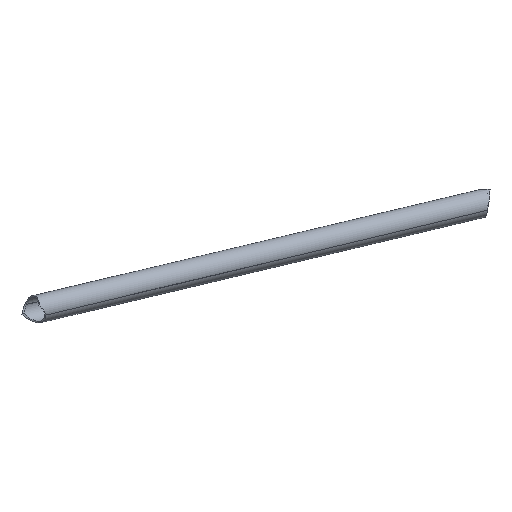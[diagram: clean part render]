
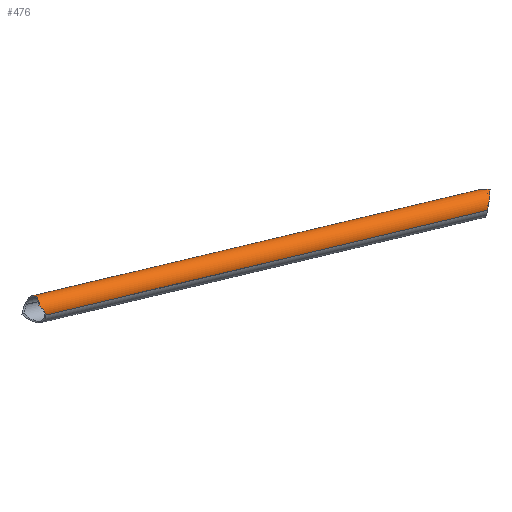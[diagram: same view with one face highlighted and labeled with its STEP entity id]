
A CAD part, isometric view. The second image highlights one B-rep face of the part: STEP entity #476.
In plain terms, the highlighted cylindrical face has radius 14 mm (diameter 28 mm), a partial arc.
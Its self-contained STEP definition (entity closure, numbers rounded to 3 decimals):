
#64=CARTESIAN_POINT('Vertex',(-574.425,-158.859,489.14)) ;
#68=CARTESIAN_POINT('Control Point',(-574.425,-158.859,489.14)) ;
#69=CARTESIAN_POINT('Control Point',(-574.288,-158.31,488.617)) ;
#70=CARTESIAN_POINT('Control Point',(-574.202,-157.786,488.054)) ;
#71=CARTESIAN_POINT('Control Point',(-574.174,-157.299,487.457)) ;
#72=CARTESIAN_POINT('Vertex',(-574.174,-157.299,487.457)) ;
#102=CARTESIAN_POINT('Vertex',(-580.628,-176.957,490.724)) ;
#138=CARTESIAN_POINT('Vertex',(-575.757,-181.915,478.318)) ;
#142=CARTESIAN_POINT('Control Point',(-575.757,-181.915,478.318)) ;
#143=CARTESIAN_POINT('Control Point',(-575.988,-181.911,480.027)) ;
#144=CARTESIAN_POINT('Control Point',(-576.395,-181.679,481.712)) ;
#145=CARTESIAN_POINT('Control Point',(-576.93,-181.263,483.316)) ;
#146=CARTESIAN_POINT('Control Point',(-577.984,-180.318,485.877)) ;
#147=CARTESIAN_POINT('Control Point',(-579.184,-178.987,488.18)) ;
#148=CARTESIAN_POINT('Control Point',(-579.682,-178.382,489.074)) ;
#149=CARTESIAN_POINT('Control Point',(-580.183,-177.714,489.926)) ;
#150=CARTESIAN_POINT('Control Point',(-580.628,-176.957,490.724)) ;
#228=CARTESIAN_POINT('Control Point',(-577.109,-153.883,478.852)) ;
#229=CARTESIAN_POINT('Control Point',(-575.966,-153.906,480.507)) ;
#230=CARTESIAN_POINT('Control Point',(-575.011,-154.244,482.286)) ;
#231=CARTESIAN_POINT('Control Point',(-574.354,-154.968,484.151)) ;
#232=CARTESIAN_POINT('Control Point',(-574.101,-156.029,485.899)) ;
#233=CARTESIAN_POINT('Control Point',(-574.174,-157.299,487.457)) ;
#234=CARTESIAN_POINT('Vertex',(-577.109,-153.883,478.852)) ;
#337=CARTESIAN_POINT('Control Point',(-574.425,-158.859,489.14)) ;
#338=CARTESIAN_POINT('Control Point',(-573.834,-160.165,490.113)) ;
#339=CARTESIAN_POINT('Control Point',(-573.471,-161.663,490.97)) ;
#340=CARTESIAN_POINT('Control Point',(-573.398,-163.308,491.653)) ;
#341=CARTESIAN_POINT('Control Point',(-573.612,-164.989,492.125)) ;
#342=CARTESIAN_POINT('Control Point',(-574.056,-166.641,492.402)) ;
#343=CARTESIAN_POINT('Vertex',(-574.056,-166.641,492.402)) ;
#377=CARTESIAN_POINT('Control Point',(-580.628,-176.957,490.724)) ;
#378=CARTESIAN_POINT('Control Point',(-578.968,-175.341,491.744)) ;
#379=CARTESIAN_POINT('Control Point',(-577.305,-173.497,492.388)) ;
#380=CARTESIAN_POINT('Control Point',(-575.854,-171.404,492.792)) ;
#381=CARTESIAN_POINT('Control Point',(-574.704,-169.054,492.806)) ;
#382=CARTESIAN_POINT('Control Point',(-574.056,-166.641,492.402)) ;
#391=CARTESIAN_POINT('Axis2P3D Location',(-269.895,-173.959,392.664)) ;
#396=CARTESIAN_POINT('Line Origine',(-269.618,-159.962,392.664)) ;
#400=CARTESIAN_POINT('Vertex',(36.539,-166.015,306.849)) ;
#403=CARTESIAN_POINT('Line Origine',(-270.172,-187.957,392.664)) ;
#407=CARTESIAN_POINT('Vertex',(36.499,-194.019,306.705)) ;
#411=CARTESIAN_POINT('Control Point',(36.539,-166.015,306.849)) ;
#412=CARTESIAN_POINT('Control Point',(36.804,-166.02,307.772)) ;
#413=CARTESIAN_POINT('Control Point',(37.147,-166.109,308.673)) ;
#414=CARTESIAN_POINT('Control Point',(37.563,-166.282,309.53)) ;
#415=CARTESIAN_POINT('Control Point',(38.778,-166.912,311.577)) ;
#416=CARTESIAN_POINT('Control Point',(40.304,-167.954,313.233)) ;
#417=CARTESIAN_POINT('Control Point',(41.305,-168.704,314.081)) ;
#418=CARTESIAN_POINT('Control Point',(43.325,-170.311,315.445)) ;
#419=CARTESIAN_POINT('Control Point',(45.43,-172.142,316.301)) ;
#420=CARTESIAN_POINT('Control Point',(46.462,-173.071,316.607)) ;
#421=CARTESIAN_POINT('Control Point',(48.114,-174.603,316.936)) ;
#422=CARTESIAN_POINT('Control Point',(49.746,-176.183,317.018)) ;
#423=CARTESIAN_POINT('Control Point',(50.355,-176.783,317.015)) ;
#424=CARTESIAN_POINT('Control Point',(51.121,-177.548,316.971)) ;
#425=CARTESIAN_POINT('Control Point',(51.875,-178.318,316.875)) ;
#426=CARTESIAN_POINT('Control Point',(52.033,-178.48,316.853)) ;
#427=CARTESIAN_POINT('Control Point',(52.296,-178.751,316.812)) ;
#428=CARTESIAN_POINT('Control Point',(52.557,-179.023,316.765)) ;
#429=CARTESIAN_POINT('Control Point',(52.661,-179.132,316.745)) ;
#430=CARTESIAN_POINT('Control Point',(52.834,-179.314,316.711)) ;
#431=CARTESIAN_POINT('Control Point',(53.004,-179.497,316.674)) ;
#432=CARTESIAN_POINT('Control Point',(53.073,-179.571,316.659)) ;
#433=CARTESIAN_POINT('Control Point',(53.186,-179.695,316.633)) ;
#434=CARTESIAN_POINT('Control Point',(53.297,-179.821,316.606)) ;
#435=CARTESIAN_POINT('Control Point',(53.342,-179.872,316.595)) ;
#436=CARTESIAN_POINT('Control Point',(53.415,-179.959,316.577)) ;
#437=CARTESIAN_POINT('Control Point',(53.484,-180.05,316.56)) ;
#438=CARTESIAN_POINT('Control Point',(53.51,-180.089,316.553)) ;
#439=CARTESIAN_POINT('Control Point',(53.553,-180.157,316.542)) ;
#440=CARTESIAN_POINT('Control Point',(53.578,-180.233,316.535)) ;
#441=CARTESIAN_POINT('Control Point',(53.584,-180.268,316.533)) ;
#442=CARTESIAN_POINT('Control Point',(53.576,-180.365,316.536)) ;
#443=CARTESIAN_POINT('Control Point',(53.525,-180.45,316.549)) ;
#444=CARTESIAN_POINT('Control Point',(53.488,-180.5,316.559)) ;
#445=CARTESIAN_POINT('Control Point',(53.391,-180.625,316.583)) ;
#446=CARTESIAN_POINT('Control Point',(53.285,-180.742,316.609)) ;
#447=CARTESIAN_POINT('Control Point',(53.219,-180.813,316.625)) ;
#448=CARTESIAN_POINT('Control Point',(52.941,-181.109,316.69)) ;
#449=CARTESIAN_POINT('Control Point',(52.655,-181.398,316.749)) ;
#450=CARTESIAN_POINT('Control Point',(52.436,-181.619,316.789)) ;
#451=CARTESIAN_POINT('Control Point',(51.676,-182.376,316.914)) ;
#452=CARTESIAN_POINT('Control Point',(50.903,-183.128,316.987)) ;
#453=CARTESIAN_POINT('Control Point',(50.349,-183.659,317.012)) ;
#454=CARTESIAN_POINT('Control Point',(48.601,-185.31,317.004)) ;
#455=CARTESIAN_POINT('Control Point',(46.825,-186.913,316.718)) ;
#456=CARTESIAN_POINT('Control Point',(45.612,-187.972,316.386)) ;
#457=CARTESIAN_POINT('Control Point',(43.238,-189.964,315.436)) ;
#458=CARTESIAN_POINT('Control Point',(40.988,-191.668,313.844)) ;
#459=CARTESIAN_POINT('Control Point',(39.926,-192.418,312.887)) ;
#460=CARTESIAN_POINT('Control Point',(38.458,-193.346,311.149)) ;
#461=CARTESIAN_POINT('Control Point',(37.337,-193.85,309.054)) ;
#462=CARTESIAN_POINT('Control Point',(37.,-193.967,308.296)) ;
#463=CARTESIAN_POINT('Control Point',(36.72,-194.024,307.508)) ;
#464=CARTESIAN_POINT('Control Point',(36.499,-194.019,306.705)) ;
#392=DIRECTION('Axis2P3D Direction',(0.963,-0.019,-0.27)) ;
#393=DIRECTION('Axis2P3D XDirection',(0.02,1.,0.)) ;
#397=DIRECTION('Vector Direction',(0.963,-0.019,-0.27)) ;
#404=DIRECTION('Vector Direction',(0.963,-0.019,-0.27)) ;
#394=AXIS2_PLACEMENT_3D('Cylinder Axis2P3D',#391,#392,#393) ;
#467=ORIENTED_EDGE('',*,*,#402,.F.) ;
#468=ORIENTED_EDGE('',*,*,#236,.T.) ;
#469=ORIENTED_EDGE('',*,*,#74,.F.) ;
#470=ORIENTED_EDGE('',*,*,#345,.T.) ;
#471=ORIENTED_EDGE('',*,*,#383,.F.) ;
#472=ORIENTED_EDGE('',*,*,#151,.F.) ;
#473=ORIENTED_EDGE('',*,*,#409,.T.) ;
#474=ORIENTED_EDGE('',*,*,#465,.F.) ;
#398=VECTOR('Line Direction',#397,1.) ;
#405=VECTOR('Line Direction',#404,1.) ;
#476=ADVANCED_FACE('PartBody',(#475),#395,.T.) ;
#67=B_SPLINE_CURVE_WITH_KNOTS('',3,(#68,#69,#70,#71),.UNSPECIFIED.,.F.,.U.,(4,4),(51.902,55.171),.UNSPECIFIED.) ;
#141=B_SPLINE_CURVE_WITH_KNOTS('',5,(#142,#143,#144,#145,#146,#147,#148,#149,#150),.UNSPECIFIED.,.F.,.U.,(6,3,6),(0.,12.198,20.588),.UNSPECIFIED.) ;
#227=B_SPLINE_CURVE_WITH_KNOTS('',5,(#228,#229,#230,#231,#232,#233),.UNSPECIFIED.,.F.,.U.,(6,6),(0.,14.227),.UNSPECIFIED.) ;
#336=B_SPLINE_CURVE_WITH_KNOTS('',5,(#337,#338,#339,#340,#341,#342),.UNSPECIFIED.,.F.,.U.,(6,6),(18.698,30.949),.UNSPECIFIED.) ;
#376=B_SPLINE_CURVE_WITH_KNOTS('',5,(#377,#378,#379,#380,#381,#382),.UNSPECIFIED.,.F.,.U.,(6,6),(5.347,23.247),.UNSPECIFIED.) ;
#410=B_SPLINE_CURVE_WITH_KNOTS('',5,(#411,#412,#413,#414,#415,#416,#417,#418,#419,#420,#421,#422,#423,#424,#425,#426,#427,#428,#429,#430,#431,#432,#433,#434,#435,#436,#437,#438,#439,#440,#441,#442,#443,#444,#445,#446,#447,#448,#449,#450,#451,#452,#453,#454,#455,#456,#457,#458,#459,#460,#461,#462,#463,#464),.UNSPECIFIED.,.F.,.U.,(6,3,3,3,3,3,3,3,3,3,3,3,3,3,3,3,3,6),(0.,6.791,17.319,27.336,33.377,34.988,36.062,36.779,37.264,37.595,37.832,38.269,38.963,41.177,46.601,58.166,69.376,75.267),.UNSPECIFIED.) ;
#395=CYLINDRICAL_SURFACE('generated cylinder',#394,14.) ;
#74=EDGE_CURVE('',#65,#73,#67,.T.) ;
#151=EDGE_CURVE('',#139,#103,#141,.T.) ;
#236=EDGE_CURVE('',#235,#73,#227,.T.) ;
#345=EDGE_CURVE('',#65,#344,#336,.T.) ;
#383=EDGE_CURVE('',#103,#344,#376,.T.) ;
#402=EDGE_CURVE('',#235,#401,#399,.T.) ;
#409=EDGE_CURVE('',#139,#408,#406,.T.) ;
#465=EDGE_CURVE('',#401,#408,#410,.T.) ;
#466=EDGE_LOOP('',(#467,#468,#469,#470,#471,#472,#473,#474)) ;
#475=FACE_OUTER_BOUND('',#466,.T.) ;
#399=LINE('Line',#396,#398) ;
#406=LINE('Line',#403,#405) ;
#65=VERTEX_POINT('',#64) ;
#73=VERTEX_POINT('',#72) ;
#103=VERTEX_POINT('',#102) ;
#139=VERTEX_POINT('',#138) ;
#235=VERTEX_POINT('',#234) ;
#344=VERTEX_POINT('',#343) ;
#401=VERTEX_POINT('',#400) ;
#408=VERTEX_POINT('',#407) ;
